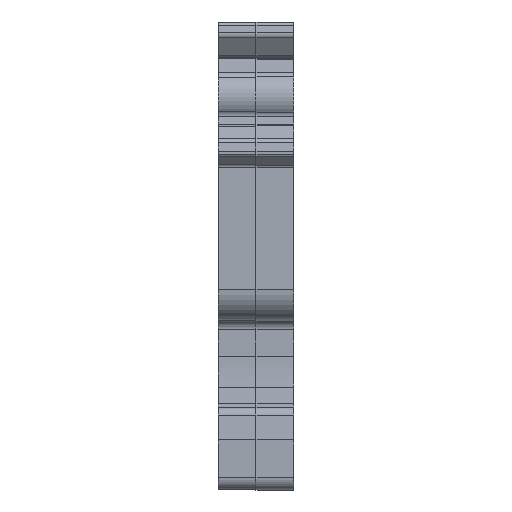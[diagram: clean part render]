
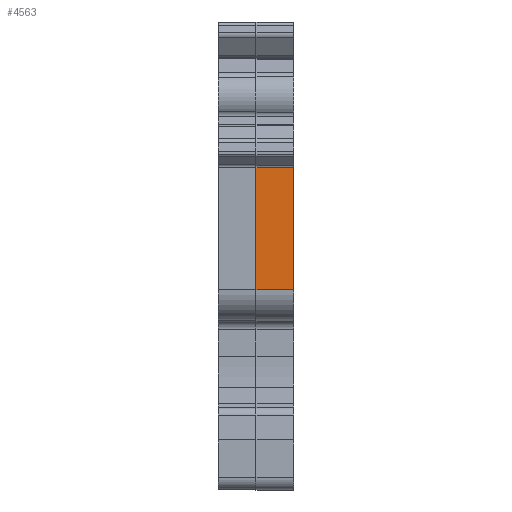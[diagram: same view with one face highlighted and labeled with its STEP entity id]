
A CAD part, left-side view. The second image highlights one B-rep face of the part: STEP entity #4563.
In plain terms, the highlighted planar face has unit normal (-1, 0, 0).
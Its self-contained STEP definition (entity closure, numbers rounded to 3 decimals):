
#760 = VECTOR ( 'NONE', #43961, 1000. ) ;
#1638 = EDGE_CURVE ( 'NONE', #37660, #32728, #23189, .T. ) ;
#2304 = CARTESIAN_POINT ( 'NONE',  ( -43.5, 3., 8.734 ) ) ;
#4563 = ADVANCED_FACE ( 'NONE', ( #16340 ), #30516, .T. ) ;
#4595 = CARTESIAN_POINT ( 'NONE',  ( -43.5, 0., 8.734 ) ) ;
#6014 = DIRECTION ( 'NONE',  ( 0., 0., -1. ) ) ;
#6861 = CARTESIAN_POINT ( 'NONE',  ( -43.5, 0., 18.488 ) ) ;
#8091 = ORIENTED_EDGE ( 'NONE', *, *, #28979, .T. ) ;
#9680 = AXIS2_PLACEMENT_3D ( 'NONE', #6861, #20539, #21019 ) ;
#11186 = ORIENTED_EDGE ( 'NONE', *, *, #35795, .T. ) ;
#11620 = ORIENTED_EDGE ( 'NONE', *, *, #1638, .F. ) ;
#13220 = ORIENTED_EDGE ( 'NONE', *, *, #23616, .T. ) ;
#16340 = FACE_OUTER_BOUND ( 'NONE', #39751, .T. ) ;
#19543 = LINE ( 'NONE', #23465, #33797 ) ;
#20395 = LINE ( 'NONE', #44503, #44611 ) ;
#20539 = DIRECTION ( 'NONE',  ( -1., 0., 0. ) ) ;
#21019 = DIRECTION ( 'NONE',  ( 0., 0., 1. ) ) ;
#23189 = LINE ( 'NONE', #34313, #45381 ) ;
#23465 = CARTESIAN_POINT ( 'NONE',  ( -43.5, 0., 18.488 ) ) ;
#23616 = EDGE_CURVE ( 'NONE', #35043, #41033, #19543, .T. ) ;
#26275 = CARTESIAN_POINT ( 'NONE',  ( -43.5, 3., 18.488 ) ) ;
#28979 = EDGE_CURVE ( 'NONE', #41033, #32728, #20395, .T. ) ;
#29743 = DIRECTION ( 'NONE',  ( 0., 1., 0. ) ) ;
#29841 = LINE ( 'NONE', #33969, #760 ) ;
#30516 = PLANE ( 'NONE',  #9680 ) ;
#32728 = VERTEX_POINT ( 'NONE', #2304 ) ;
#33693 = DIRECTION ( 'NONE',  ( 0., 1., 0. ) ) ;
#33797 = VECTOR ( 'NONE', #33693, 1000. ) ;
#33969 = CARTESIAN_POINT ( 'NONE',  ( -43.5, 0., 18.488 ) ) ;
#34313 = CARTESIAN_POINT ( 'NONE',  ( -43.5, 0., 8.734 ) ) ;
#35043 = VERTEX_POINT ( 'NONE', #39756 ) ;
#35795 = EDGE_CURVE ( 'NONE', #37660, #35043, #29841, .T. ) ;
#37660 = VERTEX_POINT ( 'NONE', #4595 ) ;
#39751 = EDGE_LOOP ( 'NONE', ( #8091, #11620, #11186, #13220 ) ) ;
#39756 = CARTESIAN_POINT ( 'NONE',  ( -43.5, 0., 18.488 ) ) ;
#41033 = VERTEX_POINT ( 'NONE', #26275 ) ;
#43961 = DIRECTION ( 'NONE',  ( 0., 0., 1. ) ) ;
#44503 = CARTESIAN_POINT ( 'NONE',  ( -43.5, 3., 18.488 ) ) ;
#44611 = VECTOR ( 'NONE', #6014, 1000. ) ;
#45381 = VECTOR ( 'NONE', #29743, 1000. ) ;
